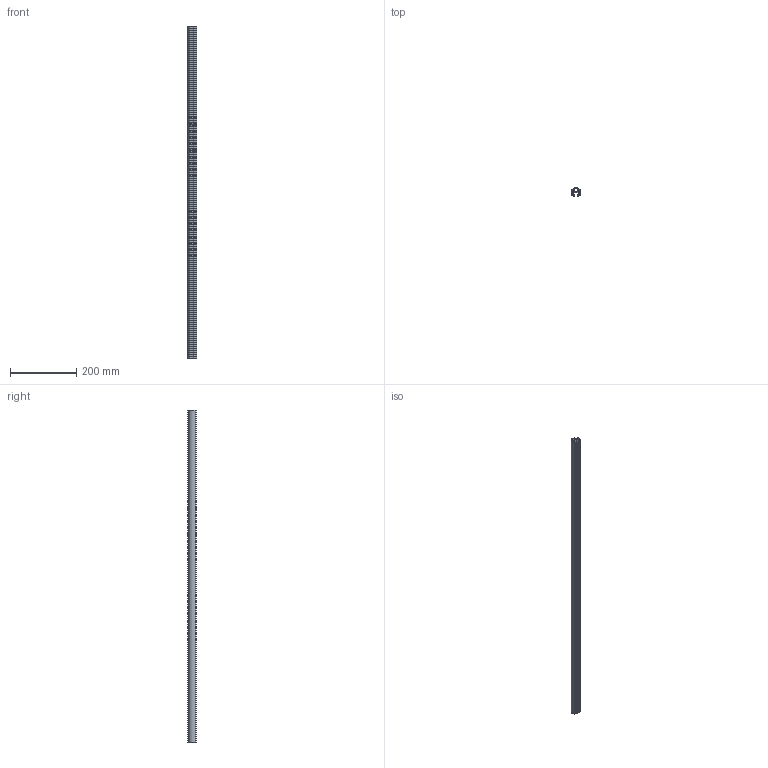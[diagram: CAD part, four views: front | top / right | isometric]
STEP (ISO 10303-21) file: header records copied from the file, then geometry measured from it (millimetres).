
FILE_DESCRIPTION (( 'STEP AP203' ), '1' );
FILE_NAME ('10.01.49.00089.step', '2022-11-07T19:12:57', ( '' ), ( '' ), 'SwSTEP 2.0', 'SolidWorks 2021', '' );
FILE_SCHEMA (( 'CONFIG_CONTROL_DESIGN' ));
Length unit declared in the file: millimetre
Products named in the file (1): 10.01.49.00089
Bounding box: 29.96 x 24.95 x 1000 mm (x, y, z)
Volume: 276132.9 mm3; surface area: 227713.9 mm2
Topology: 1 solids, 1 shells, 101 faces, 297 edges, 198 vertices
Faces by surface type: cylinder 65, plane 36
Entity records: 3510 total; most frequent: DIRECTION 631, CARTESIAN_POINT 597, ORIENTED_EDGE 594, EDGE_CURVE 297, AXIS2_PLACEMENT_3D 232, VERTEX_POINT 198, LINE 167, VECTOR 167
